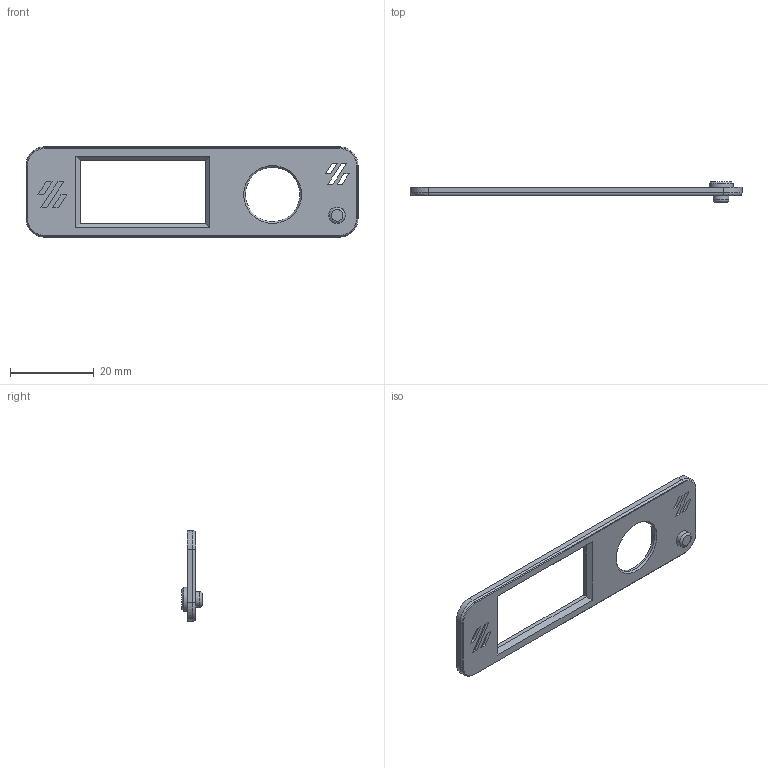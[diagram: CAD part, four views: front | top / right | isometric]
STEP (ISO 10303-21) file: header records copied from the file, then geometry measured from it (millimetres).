
FILE_DESCRIPTION(/* description */ (''),/* implementation_level */ '2;1');
FILE_NAME(/* name */ '[a]_screen_insert_x1.step',/* time_stamp */ '2025-12-31T11:26:29-05:00',/* author */ (''),/* organization */ (''),/* preprocessor_version */ 'ST-DEVELOPER v20.1',/* originating_system */ 'Autodesk Translation Framework v14.21.0.0',/* authorisation */ '');
FILE_SCHEMA (('AUTOMOTIVE_DESIGN { 1 0 10303 214 3 1 1 }'));
Length unit declared in the file: millimetre
Products named in the file (1): [a]_screen_insert:1
Bounding box: 79.32 x 4.8 x 21.58 mm (x, y, z)
Volume: 2054.3 mm3; surface area: 2946.1 mm2
Topology: 2 solids, 2 shells, 83 faces, 196 edges, 123 vertices
Faces by surface type: plane 54, cylinder 17, cone 7, torus 5
Full cylindrical faces by diameter (mm): 3.75 x1, 4.001 x1, 5.75 x1, 6.001 x1, 13 x1
Entity records: 2424 total; most frequent: DIRECTION 412, CARTESIAN_POINT 403, ORIENTED_EDGE 392, EDGE_CURVE 196, LINE 148, VECTOR 148, AXIS2_PLACEMENT_3D 132, VERTEX_POINT 123
